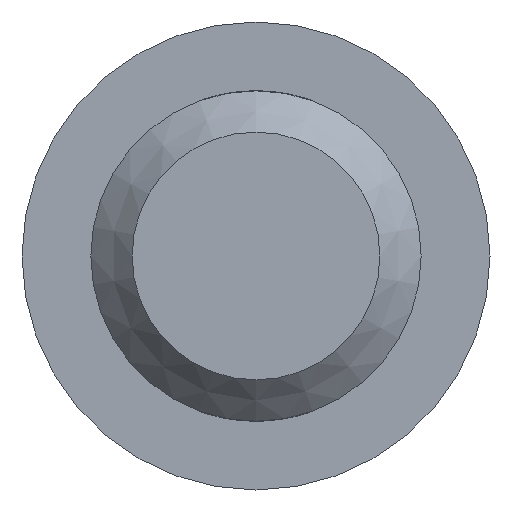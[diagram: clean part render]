
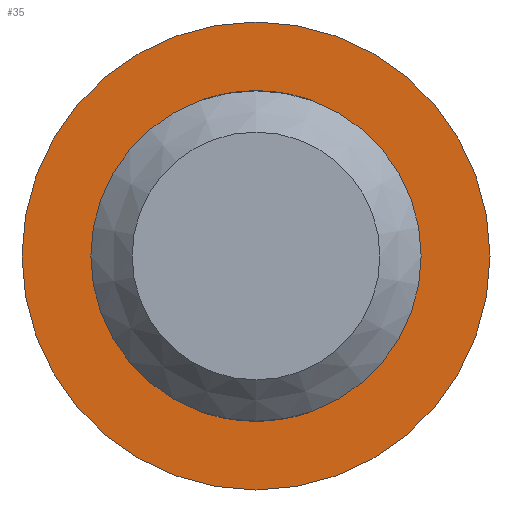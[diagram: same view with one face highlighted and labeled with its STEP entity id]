
A CAD part, left-side view. The second image highlights one B-rep face of the part: STEP entity #35.
In plain terms, the highlighted planar face has unit normal (-1, 0, 0).
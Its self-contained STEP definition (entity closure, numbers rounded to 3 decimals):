
#9 = AXIS2_PLACEMENT_3D ( 'NONE', #207, #69, #164 ) ;
#35 = ADVANCED_FACE ( 'NONE', ( #138, #47 ), #140, .F. ) ;
#47 = FACE_OUTER_BOUND ( 'NONE', #278, .T. ) ;
#59 = VERTEX_POINT ( 'NONE', #210 ) ;
#69 = DIRECTION ( 'NONE',  ( -1., 0., 0. ) ) ;
#82 = AXIS2_PLACEMENT_3D ( 'NONE', #214, #168, #244 ) ;
#122 = CARTESIAN_POINT ( 'NONE',  ( 35., 0., 0. ) ) ;
#138 = FACE_BOUND ( 'NONE', #249, .T. ) ;
#140 = PLANE ( 'NONE',  #82 ) ;
#154 = VERTEX_POINT ( 'NONE', #229 ) ;
#164 = DIRECTION ( 'NONE',  ( 0., 0., 1. ) ) ;
#165 = CIRCLE ( 'NONE', #192, 8.5 ) ;
#168 = DIRECTION ( 'NONE',  ( 1., 0., 0. ) ) ;
#192 = AXIS2_PLACEMENT_3D ( 'NONE', #122, #314, #239 ) ;
#207 = CARTESIAN_POINT ( 'NONE',  ( 35., 0., 0. ) ) ;
#210 = CARTESIAN_POINT ( 'NONE',  ( 35., 0., 6. ) ) ;
#214 = CARTESIAN_POINT ( 'NONE',  ( 35., 8.5, 0. ) ) ;
#223 = ORIENTED_EDGE ( 'NONE', *, *, #298, .T. ) ;
#229 = CARTESIAN_POINT ( 'NONE',  ( 35., 0., 8.5 ) ) ;
#239 = DIRECTION ( 'NONE',  ( 0., 0., 1. ) ) ;
#244 = DIRECTION ( 'NONE',  ( 0., 0., -1. ) ) ;
#249 = EDGE_LOOP ( 'NONE', ( #280 ) ) ;
#255 = CIRCLE ( 'NONE', #9, 6. ) ;
#278 = EDGE_LOOP ( 'NONE', ( #223 ) ) ;
#280 = ORIENTED_EDGE ( 'NONE', *, *, #291, .F. ) ;
#291 = EDGE_CURVE ( 'NONE', #59, #59, #255, .T. ) ;
#298 = EDGE_CURVE ( 'NONE', #154, #154, #165, .T. ) ;
#314 = DIRECTION ( 'NONE',  ( -1., 0., 0. ) ) ;
